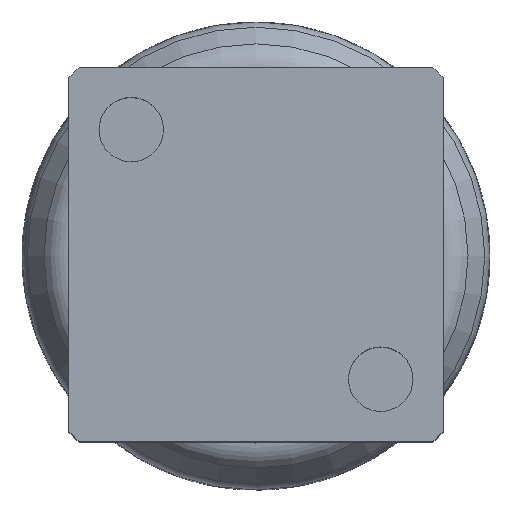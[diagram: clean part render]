
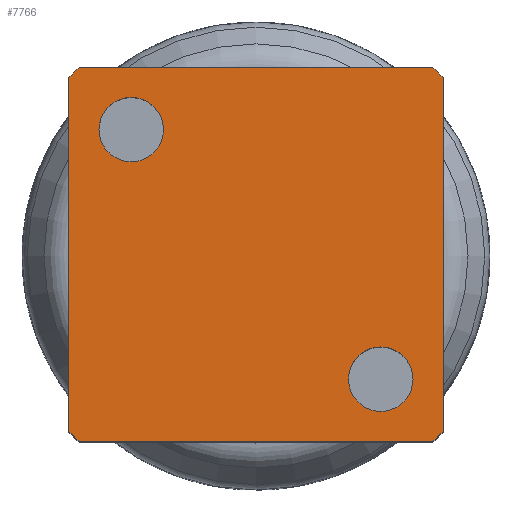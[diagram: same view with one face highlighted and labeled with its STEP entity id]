
A CAD part, top view. The second image highlights one B-rep face of the part: STEP entity #7766.
In plain terms, the highlighted planar face has unit normal (0, 0, 1).
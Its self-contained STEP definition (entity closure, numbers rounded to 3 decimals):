
#15=LINE('',#12281,#411);
#24=LINE('',#12301,#420);
#26=LINE('',#12307,#422);
#27=LINE('',#12311,#423);
#411=VECTOR('',#9471,22.65);
#420=VECTOR('',#9484,22.65);
#422=VECTOR('',#9490,22.65);
#423=VECTOR('',#9493,22.65);
#822=PLANE('',#8224);
#912=FACE_BOUND('',#1424,.T.);
#913=FACE_BOUND('',#1425,.T.);
#971=FACE_OUTER_BOUND('',#1423,.T.);
#1423=EDGE_LOOP('',(#4662,#4663,#4664,#4665,#4666,#4667,#4668,#4669));
#1424=EDGE_LOOP('',(#4670));
#1425=EDGE_LOOP('',(#4671));
#1897=CIRCLE('',#8225,16.5);
#1898=CIRCLE('',#8226,16.5);
#1899=CIRCLE('',#8227,16.5);
#1900=CIRCLE('',#8228,16.5);
#1901=CIRCLE('',#8229,2.067);
#1902=CIRCLE('',#8230,2.067);
#2674=VERTEX_POINT('',#12278);
#2675=VERTEX_POINT('',#12280);
#2683=VERTEX_POINT('',#12298);
#2684=VERTEX_POINT('',#12300);
#2685=VERTEX_POINT('',#12304);
#2686=VERTEX_POINT('',#12306);
#2687=VERTEX_POINT('',#12308);
#2688=VERTEX_POINT('',#12310);
#2689=VERTEX_POINT('',#12314);
#2690=VERTEX_POINT('',#12316);
#3465=EDGE_CURVE('',#2674,#2675,#15,.T.);
#3474=EDGE_CURVE('',#2683,#2684,#24,.T.);
#3476=EDGE_CURVE('',#2674,#2685,#1897,.T.);
#3477=EDGE_CURVE('',#2686,#2685,#26,.T.);
#3478=EDGE_CURVE('',#2686,#2687,#1898,.T.);
#3479=EDGE_CURVE('',#2688,#2687,#27,.T.);
#3480=EDGE_CURVE('',#2688,#2684,#1899,.T.);
#3481=EDGE_CURVE('',#2683,#2675,#1900,.T.);
#3482=EDGE_CURVE('',#2689,#2689,#1901,.T.);
#3483=EDGE_CURVE('',#2690,#2690,#1902,.T.);
#4662=ORIENTED_EDGE('',*,*,#3476,.T.);
#4663=ORIENTED_EDGE('',*,*,#3477,.F.);
#4664=ORIENTED_EDGE('',*,*,#3478,.T.);
#4665=ORIENTED_EDGE('',*,*,#3479,.F.);
#4666=ORIENTED_EDGE('',*,*,#3480,.T.);
#4667=ORIENTED_EDGE('',*,*,#3474,.F.);
#4668=ORIENTED_EDGE('',*,*,#3481,.T.);
#4669=ORIENTED_EDGE('',*,*,#3465,.F.);
#4670=ORIENTED_EDGE('',*,*,#3482,.T.);
#4671=ORIENTED_EDGE('',*,*,#3483,.T.);
#7766=ADVANCED_FACE('',(#971,#912,#913),#822,.T.);
#8224=AXIS2_PLACEMENT_3D('',#12303,#9486,#9487);
#8225=AXIS2_PLACEMENT_3D('',#12305,#9488,#9489);
#8226=AXIS2_PLACEMENT_3D('',#12309,#9491,#9492);
#8227=AXIS2_PLACEMENT_3D('',#12312,#9494,#9495);
#8228=AXIS2_PLACEMENT_3D('',#12313,#9496,#9497);
#8229=AXIS2_PLACEMENT_3D('',#12315,#9498,#9499);
#8230=AXIS2_PLACEMENT_3D('',#12317,#9500,#9501);
#9471=DIRECTION('',(-1.,0.,0.));
#9484=DIRECTION('',(0.,1.,0.));
#9486=DIRECTION('center_axis',(0.,0.,1.));
#9487=DIRECTION('ref_axis',(1.,0.,0.));
#9488=DIRECTION('center_axis',(0.,0.,1.));
#9489=DIRECTION('ref_axis',(-0.686,0.727,0.));
#9490=DIRECTION('',(0.,-1.,0.));
#9491=DIRECTION('center_axis',(0.,0.,1.));
#9492=DIRECTION('ref_axis',(-0.727,-0.686,0.));
#9493=DIRECTION('',(1.,0.,0.));
#9494=DIRECTION('center_axis',(0.,0.,1.));
#9495=DIRECTION('ref_axis',(0.686,-0.727,0.));
#9496=DIRECTION('center_axis',(0.,0.,1.));
#9497=DIRECTION('ref_axis',(0.727,0.686,0.));
#9498=DIRECTION('center_axis',(0.,0.,-1.));
#9499=DIRECTION('ref_axis',(1.,0.,0.));
#9500=DIRECTION('center_axis',(0.,0.,-1.));
#9501=DIRECTION('ref_axis',(1.,0.,0.));
#12278=CARTESIAN_POINT('',(11.325,-12.,58.));
#12280=CARTESIAN_POINT('',(-11.325,-12.,58.));
#12281=CARTESIAN_POINT('',(-12.,-12.,58.));
#12298=CARTESIAN_POINT('',(-12.,-11.325,58.));
#12300=CARTESIAN_POINT('',(-12.,11.325,58.));
#12301=CARTESIAN_POINT('',(-12.,12.,58.));
#12303=CARTESIAN_POINT('Origin',(0.,0.,
58.));
#12304=CARTESIAN_POINT('',(12.,-11.325,58.));
#12305=CARTESIAN_POINT('Origin',(0.,0.,58.));
#12306=CARTESIAN_POINT('',(12.,11.325,58.));
#12307=CARTESIAN_POINT('',(12.,-12.,58.));
#12308=CARTESIAN_POINT('',(11.325,12.,58.));
#12309=CARTESIAN_POINT('Origin',(0.,0.,58.));
#12310=CARTESIAN_POINT('',(-11.325,12.,58.));
#12311=CARTESIAN_POINT('',(12.,12.,58.));
#12312=CARTESIAN_POINT('Origin',(0.,0.,58.));
#12313=CARTESIAN_POINT('Origin',(0.,0.,58.));
#12314=CARTESIAN_POINT('',(10.067,-8.,58.));
#12315=CARTESIAN_POINT('Origin',(8.,-8.,58.));
#12316=CARTESIAN_POINT('',(-5.933,8.,58.));
#12317=CARTESIAN_POINT('Origin',(-8.,8.,58.));
